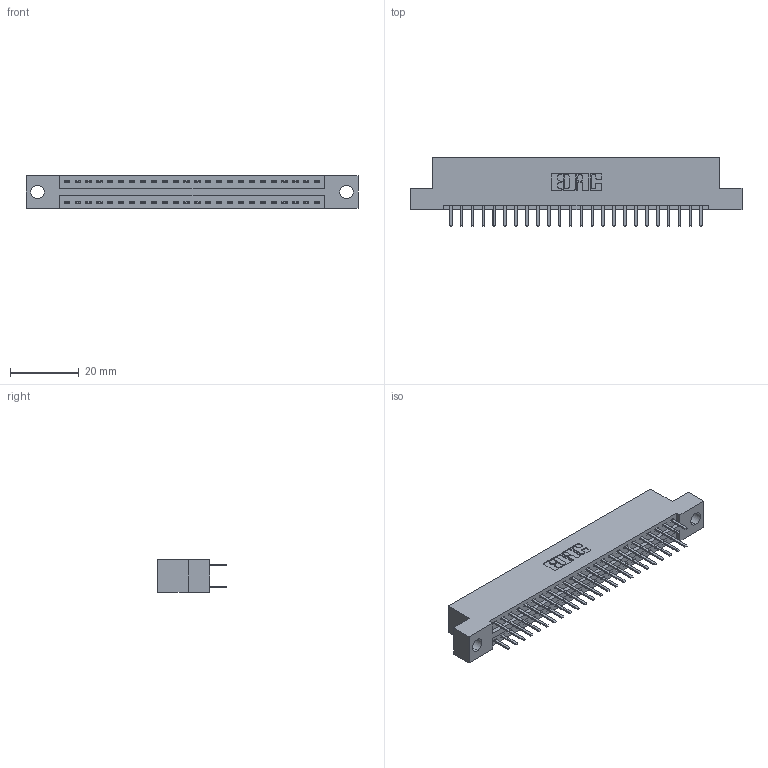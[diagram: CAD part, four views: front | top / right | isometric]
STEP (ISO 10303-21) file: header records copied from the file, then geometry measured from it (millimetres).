
FILE_DESCRIPTION (( 'STEP AP203' ), '1' );
FILE_NAME ('346-048-520-204.STEP', '2022-05-20T20:59:13', ( '' ), ( '' ), 'SwSTEP 2.0', 'SolidWorks 2020', '' );
FILE_SCHEMA (( 'CONFIG_CONTROL_DESIGN' ));
Length unit declared in the file: inch
Products named in the file (3): 346-048-520-204; 345-292-001_345-293-120; 346 Part_Flush Mounting Lugs - 0.156 Dia-TH
Assembly tree (49 placements, depth 2):
  346-048-520-204
    346 Part_Flush Mounting Lugs - 0.156 Dia-TH
    345-292-001_345-293-120  x48
Bounding box: 96.77 x 20.02 x 9.4 mm (x, y, z)
Volume: 9169.8 mm3; surface area: 12120.1 mm2
Topology: 49 solids, 49 shells, 2824 faces, 8189 edges, 5330 vertices
Faces by surface type: plane 1866, cylinder 958
Entity records: 18619 total; most frequent: CARTESIAN_POINT 3110, ORIENTED_EDGE 3030, DIRECTION 2779, EDGE_CURVE 1515, LINE 1283, VECTOR 1283, VERTEX_POINT 1006, AXIS2_PLACEMENT_3D 748
